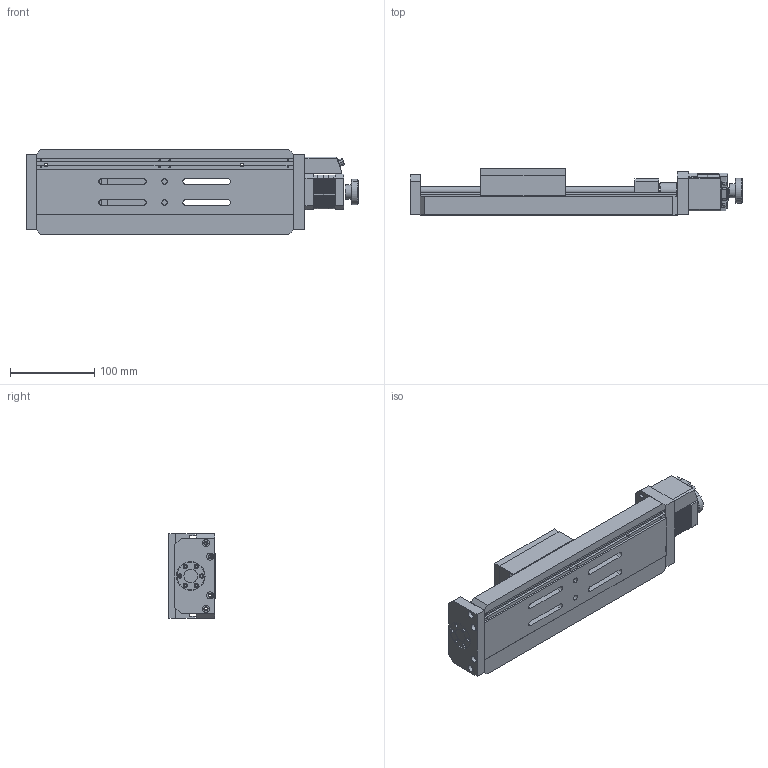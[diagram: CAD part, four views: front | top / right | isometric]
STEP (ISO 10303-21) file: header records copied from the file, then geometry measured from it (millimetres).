
FILE_DESCRIPTION (( 'STEP AP203' ), '1' );
FILE_NAME ('GCD-203200M 俋倛芞.STEP', '2019-05-17T06:33:32', ( 'china' ), ( 'china' ), 'SwSTEP 2.0', 'SolidWorks 2015', '' );
FILE_SCHEMA (( 'CONFIG_CONTROL_DESIGN' ));
Length unit declared in the file: millimetre
Products named in the file (1): GCD-203200M 俋倛芞
Bounding box: 394 x 55 x 100 mm (x, y, z)
Surface area: 204213.7 mm2 (no closed solid volume)
Topology: 0 solids, 58 shells, 1152 faces, 3457 edges, 2371 vertices
Faces by surface type: plane 778, cylinder 352, cone 12, torus 8, bspline 2
Entity records: 38774 total; most frequent: CARTESIAN_POINT 7208, DIRECTION 6830, ORIENTED_EDGE 5464, EDGE_CURVE 3457, LINE 2374, VECTOR 2374, VERTEX_POINT 2371, AXIS2_PLACEMENT_3D 2228
